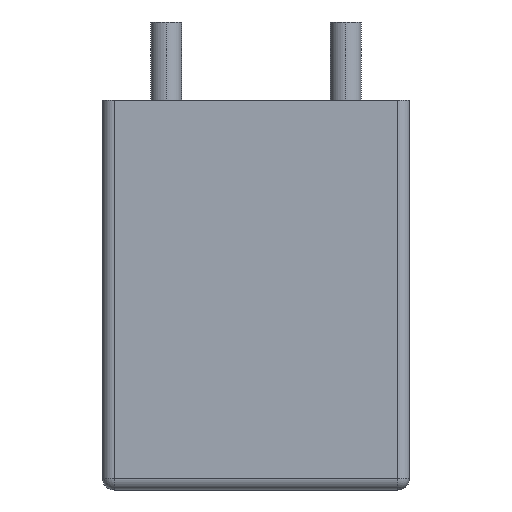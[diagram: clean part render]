
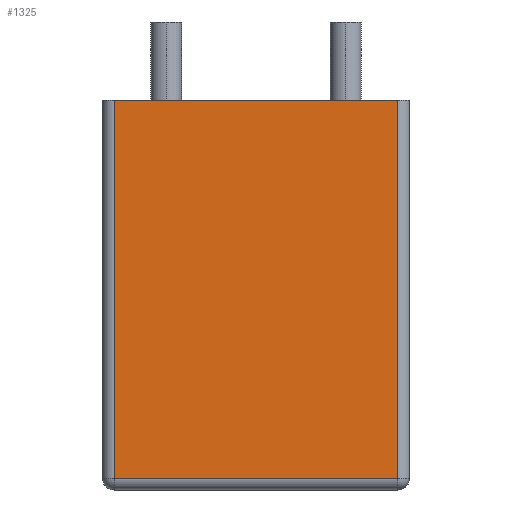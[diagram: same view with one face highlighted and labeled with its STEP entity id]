
A CAD part, left-side view. The second image highlights one B-rep face of the part: STEP entity #1325.
In plain terms, the highlighted planar face has unit normal (-1, 0, 0).
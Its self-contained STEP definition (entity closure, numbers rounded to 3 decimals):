
#259=DIRECTION('',(0.,-1.,0.));
#260=VECTOR('',#259,12.);
#261=CARTESIAN_POINT('',(-20.,6.,0.));
#262=LINE('',#261,#260);
#518=DIRECTION('',(0.,0.,-1.));
#519=VECTOR('',#518,16.);
#520=CARTESIAN_POINT('',(-20.,-6.,0.));
#521=LINE('',#520,#519);
#522=DIRECTION('',(0.,1.,0.));
#523=VECTOR('',#522,12.);
#524=CARTESIAN_POINT('',(-20.,-6.,-16.));
#525=LINE('',#524,#523);
#526=DIRECTION('',(0.,0.,-1.));
#527=VECTOR('',#526,16.);
#528=CARTESIAN_POINT('',(-20.,6.,0.));
#529=LINE('',#528,#527);
#664=CARTESIAN_POINT('',(-20.,-6.,0.));
#665=CARTESIAN_POINT('',(-20.,-6.,-16.));
#666=VERTEX_POINT('',#664);
#667=VERTEX_POINT('',#665);
#676=CARTESIAN_POINT('',(-20.,6.,0.));
#677=CARTESIAN_POINT('',(-20.,6.,-16.));
#678=VERTEX_POINT('',#676);
#679=VERTEX_POINT('',#677);
#1312=CARTESIAN_POINT('',(-20.,6.5,0.));
#1313=DIRECTION('',(-1.,0.,0.));
#1314=DIRECTION('',(0.,-1.,0.));
#1315=AXIS2_PLACEMENT_3D('',#1312,#1313,#1314);
#1316=PLANE('',#1315);
#1318=ORIENTED_EDGE('',*,*,#1317,.T.);
#1320=ORIENTED_EDGE('',*,*,#1319,.T.);
#1321=ORIENTED_EDGE('',*,*,#1305,.F.);
#1322=ORIENTED_EDGE('',*,*,#711,.T.);
#1323=EDGE_LOOP('',(#1318,#1320,#1321,#1322));
#1324=FACE_OUTER_BOUND('',#1323,.F.);
#711=EDGE_CURVE('',#678,#666,#262,.T.);
#1305=EDGE_CURVE('',#678,#679,#529,.T.);
#1317=EDGE_CURVE('',#666,#667,#521,.T.);
#1319=EDGE_CURVE('',#667,#679,#525,.T.);
#1325=ADVANCED_FACE('',(#1324),#1316,.T.);
